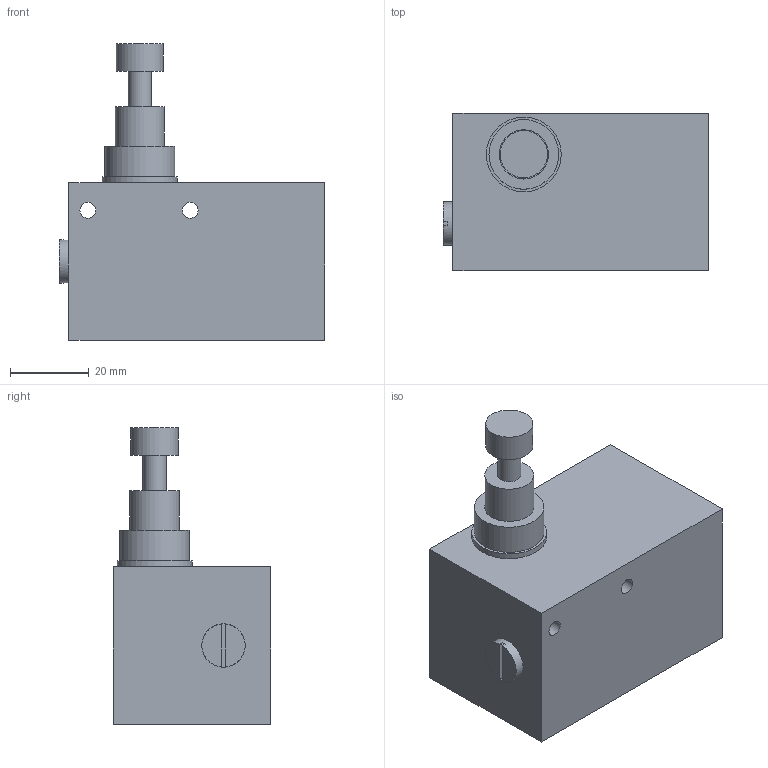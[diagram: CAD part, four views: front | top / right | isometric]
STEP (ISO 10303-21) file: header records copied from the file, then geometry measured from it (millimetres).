
FILE_DESCRIPTION(/* description */ ('Unknown'),/* implementation_level */ '2;1');
FILE_NAME(/* name */ '900.18.3',/* time_stamp */ '2018-09-17T14:36:24-04:00',/* author */ ('Unknown'),/* organization */ ('Unknown'),/* preprocessor_version */ 'ST-DEVELOPER v16.7',/* originating_system */ 'DEX',/* authorisation */ $);
FILE_SCHEMA (('AUTOMOTIVE_DESIGN {1 0 10303 214 3 1 1}'));
Length unit declared in the file: millimetre
Products named in the file (1): 900.18.3
Bounding box: 67.5 x 40 x 75.3 mm (x, y, z)
Volume: 103366.2 mm3; surface area: 18987.2 mm2
Topology: 1 solids, 1 shells, 64 faces, 122 edges, 82 vertices
Faces by surface type: plane 36, cylinder 28
Full cylindrical faces by diameter (mm): 4 x6, 5.9 x1, 7 x4, 8.566 x8, 11 x1, 12 x1, 12.5 x1, 13.5 x1, 13.8 x3, 17.7 x1, 19 x1
Entity records: 1918 total; most frequent: DIRECTION 276, CARTESIAN_POINT 227, ORIENTED_EDGE 174, AXIS2_PLACEMENT_3D 124, EDGE_LOOP 118, FACE_BOUND 118, EDGE_CURVE 87, VERTEX_POINT 75
